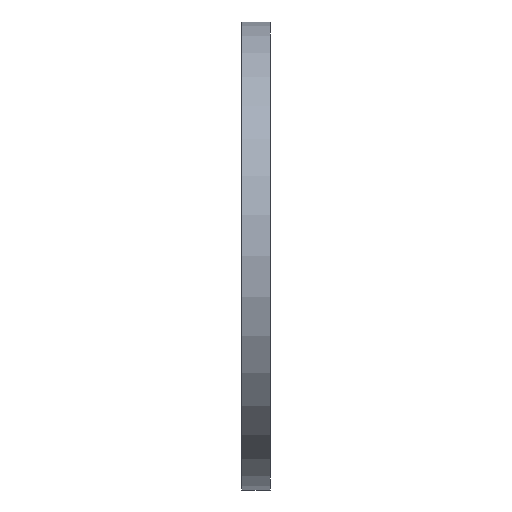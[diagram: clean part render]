
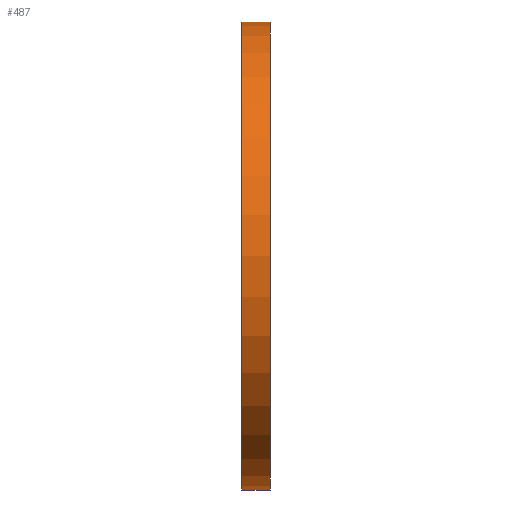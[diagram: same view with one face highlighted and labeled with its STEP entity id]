
A CAD part, left-side view. The second image highlights one B-rep face of the part: STEP entity #487.
In plain terms, the highlighted cylindrical face has radius 100 mm (diameter 200 mm), a partial arc.
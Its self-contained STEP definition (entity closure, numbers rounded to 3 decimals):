
#1 = ORIENTED_EDGE ( 'NONE', *, *, #8, .T. ) ;
#3 = DIRECTION ( 'NONE',  ( 0., 0., 1. ) ) ;
#8 = EDGE_CURVE ( 'NONE', #566, #209, #707, .T. ) ;
#26 = EDGE_CURVE ( 'NONE', #209, #281, #470, .T. ) ;
#28 = DIRECTION ( 'NONE',  ( 0., 1., 0. ) ) ;
#47 = CARTESIAN_POINT ( 'NONE',  ( 0., 38.545, 100. ) ) ;
#55 = CARTESIAN_POINT ( 'NONE',  ( 0., 38.545, 0. ) ) ;
#71 = VECTOR ( 'NONE', #751, 1000. ) ;
#93 = DIRECTION ( 'NONE',  ( 0., 1., 0. ) ) ;
#134 = DIRECTION ( 'NONE',  ( 0., 0., 1. ) ) ;
#158 = EDGE_LOOP ( 'NONE', ( #207, #1, #560, #342 ) ) ;
#170 = FACE_OUTER_BOUND ( 'NONE', #158, .T. ) ;
#171 = AXIS2_PLACEMENT_3D ( 'NONE', #55, #584, #3 ) ;
#206 = CIRCLE ( 'NONE', #408, 100. ) ;
#207 = ORIENTED_EDGE ( 'NONE', *, *, #553, .F. ) ;
#209 = VERTEX_POINT ( 'NONE', #425 ) ;
#216 = CARTESIAN_POINT ( 'NONE',  ( 0., 0., 0. ) ) ;
#281 = VERTEX_POINT ( 'NONE', #568 ) ;
#303 = DIRECTION ( 'NONE',  ( 0., 1., 0. ) ) ;
#342 = ORIENTED_EDGE ( 'NONE', *, *, #714, .F. ) ;
#351 = CYLINDRICAL_SURFACE ( 'NONE', #171, 100. ) ;
#357 = LINE ( 'NONE', #539, #745 ) ;
#408 = AXIS2_PLACEMENT_3D ( 'NONE', #565, #28, #134 ) ;
#425 = CARTESIAN_POINT ( 'NONE',  ( 0., 0., 100. ) ) ;
#462 = VERTEX_POINT ( 'NONE', #480 ) ;
#470 = LINE ( 'NONE', #47, #71 ) ;
#480 = CARTESIAN_POINT ( 'NONE',  ( 0., 12., -100. ) ) ;
#487 = ADVANCED_FACE ( 'NONE', ( #170 ), #351, .T. ) ;
#539 = CARTESIAN_POINT ( 'NONE',  ( 0., 38.545, -100. ) ) ;
#541 = CARTESIAN_POINT ( 'NONE',  ( 0., 0., -100. ) ) ;
#553 = EDGE_CURVE ( 'NONE', #566, #462, #357, .T. ) ;
#560 = ORIENTED_EDGE ( 'NONE', *, *, #26, .T. ) ;
#565 = CARTESIAN_POINT ( 'NONE',  ( 0., 12., 0. ) ) ;
#566 = VERTEX_POINT ( 'NONE', #541 ) ;
#568 = CARTESIAN_POINT ( 'NONE',  ( 0., 12., 100. ) ) ;
#584 = DIRECTION ( 'NONE',  ( 0., 1., 0. ) ) ;
#585 = AXIS2_PLACEMENT_3D ( 'NONE', #216, #93, #744 ) ;
#707 = CIRCLE ( 'NONE', #585, 100. ) ;
#714 = EDGE_CURVE ( 'NONE', #462, #281, #206, .T. ) ;
#744 = DIRECTION ( 'NONE',  ( 0., 0., 1. ) ) ;
#745 = VECTOR ( 'NONE', #303, 1000. ) ;
#751 = DIRECTION ( 'NONE',  ( 0., 1., 0. ) ) ;
